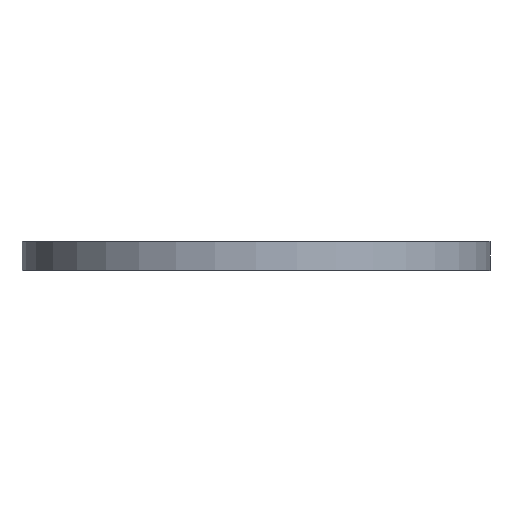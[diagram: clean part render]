
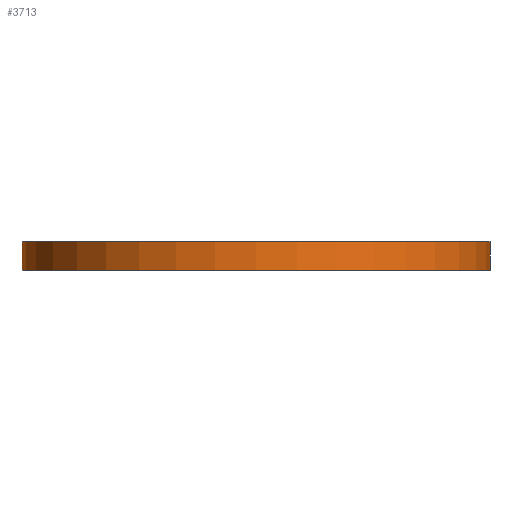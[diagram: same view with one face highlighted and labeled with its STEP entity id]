
A CAD part, front view. The second image highlights one B-rep face of the part: STEP entity #3713.
In plain terms, the highlighted cylindrical face has radius 399.5 mm (diameter 799 mm), a partial arc.
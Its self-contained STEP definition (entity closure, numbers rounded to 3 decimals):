
#26 = EDGE_LOOP ( 'NONE', ( #789, #1952, #227, #971 ) ) ;
#84 = DIRECTION ( 'NONE',  ( 1., 0., 0. ) ) ;
#104 = CARTESIAN_POINT ( 'NONE',  ( 0., 0., 49. ) ) ;
#139 = EDGE_CURVE ( 'NONE', #3253, #1285, #1601, .T. ) ;
#163 = CARTESIAN_POINT ( 'NONE',  ( 399.5, 0., 49. ) ) ;
#227 = ORIENTED_EDGE ( 'NONE', *, *, #2351, .T. ) ;
#509 = CARTESIAN_POINT ( 'NONE',  ( -399.5, 0., 49. ) ) ;
#546 = FACE_OUTER_BOUND ( 'NONE', #26, .T. ) ;
#737 = DIRECTION ( 'NONE',  ( 0., 0., -1. ) ) ;
#767 = VERTEX_POINT ( 'NONE', #2577 ) ;
#789 = ORIENTED_EDGE ( 'NONE', *, *, #139, .F. ) ;
#869 = CARTESIAN_POINT ( 'NONE',  ( 0., 0., 50. ) ) ;
#965 = LINE ( 'NONE', #3442, #1543 ) ;
#971 = ORIENTED_EDGE ( 'NONE', *, *, #2470, .T. ) ;
#1151 = AXIS2_PLACEMENT_3D ( 'NONE', #104, #737, #84 ) ;
#1285 = VERTEX_POINT ( 'NONE', #1511 ) ;
#1344 = AXIS2_PLACEMENT_3D ( 'NONE', #1967, #3822, #1989 ) ;
#1511 = CARTESIAN_POINT ( 'NONE',  ( 399.5, 0., 1. ) ) ;
#1543 = VECTOR ( 'NONE', #1885, 1000. ) ;
#1601 = LINE ( 'NONE', #3201, #3422 ) ;
#1604 = CIRCLE ( 'NONE', #1151, 399.5 ) ;
#1632 = VERTEX_POINT ( 'NONE', #509 ) ;
#1732 = CIRCLE ( 'NONE', #1344, 399.5 ) ;
#1733 = AXIS2_PLACEMENT_3D ( 'NONE', #869, #2100, #3727 ) ;
#1885 = DIRECTION ( 'NONE',  ( 0., 0., -1. ) ) ;
#1952 = ORIENTED_EDGE ( 'NONE', *, *, #2376, .T. ) ;
#1967 = CARTESIAN_POINT ( 'NONE',  ( 0., 0., 1. ) ) ;
#1989 = DIRECTION ( 'NONE',  ( 1., 0., 0. ) ) ;
#2100 = DIRECTION ( 'NONE',  ( 0., 0., -1. ) ) ;
#2351 = EDGE_CURVE ( 'NONE', #1632, #767, #965, .T. ) ;
#2376 = EDGE_CURVE ( 'NONE', #3253, #1632, #1604, .T. ) ;
#2470 = EDGE_CURVE ( 'NONE', #767, #1285, #1732, .T. ) ;
#2577 = CARTESIAN_POINT ( 'NONE',  ( -399.5, 0., 1. ) ) ;
#3201 = CARTESIAN_POINT ( 'NONE',  ( 399.5, 0., 50. ) ) ;
#3253 = VERTEX_POINT ( 'NONE', #163 ) ;
#3422 = VECTOR ( 'NONE', #3488, 1000. ) ;
#3442 = CARTESIAN_POINT ( 'NONE',  ( -399.5, 0., 50. ) ) ;
#3488 = DIRECTION ( 'NONE',  ( 0., 0., -1. ) ) ;
#3648 = CYLINDRICAL_SURFACE ( 'NONE', #1733, 399.5 ) ;
#3713 = ADVANCED_FACE ( 'NONE', ( #546 ), #3648, .T. ) ;
#3727 = DIRECTION ( 'NONE',  ( -1., 0., 0. ) ) ;
#3822 = DIRECTION ( 'NONE',  ( 0., 0., 1. ) ) ;
